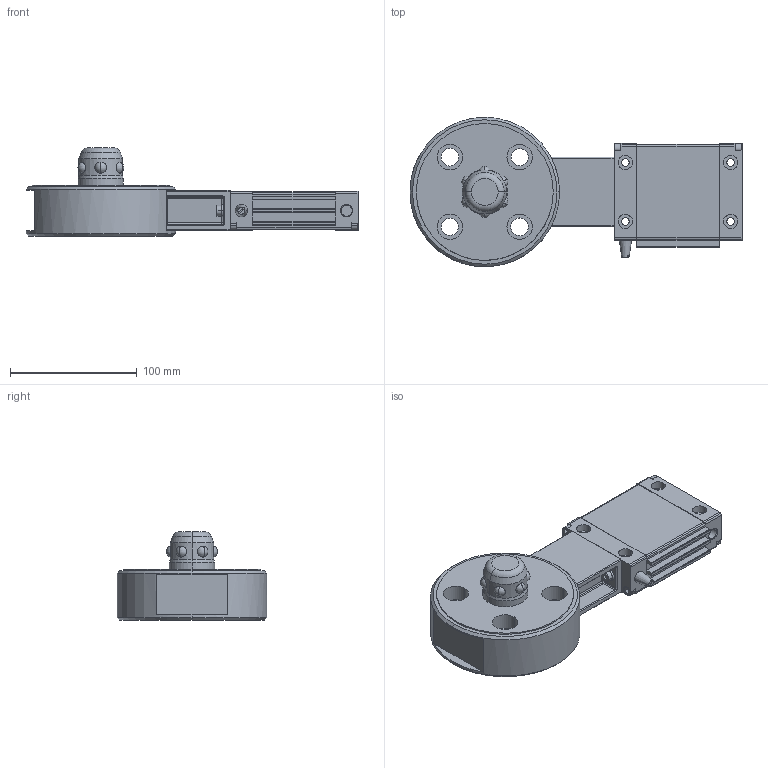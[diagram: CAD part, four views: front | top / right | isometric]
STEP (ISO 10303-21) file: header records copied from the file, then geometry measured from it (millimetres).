
FILE_DESCRIPTION(('STEP AP214'),'1');
FILE_NAME('HALDERV-EH_1990_104.stp','2017-05-08T13:27:52',('TraceParts'),('TraceParts S.A.'),'Spatial InterOp 3D',' ',' ');
FILE_SCHEMA(('automotive_design'));
Length unit declared in the file: millimetre
Products named in the file (2): HALDERV-EH_1990_104_1; HALDERV-EH_1990_104_2
Bounding box: 262 x 118 x 69.5 mm (x, y, z)
Volume: 699002.2 mm3; surface area: 91689.6 mm2
Topology: 2 solids, 4 shells, 398 faces, 962 edges, 614 vertices
Faces by surface type: plane 174, cylinder 160, cone 30, torus 18, sphere 16
Entity records: 15365 total; most frequent: CARTESIAN_POINT 2470, DIRECTION 2154, ORIENTED_EDGE 1916, EDGE_CURVE 958, AXIS2_PLACEMENT_3D 814, VERTEX_POINT 614, LINE 526, VECTOR 526
